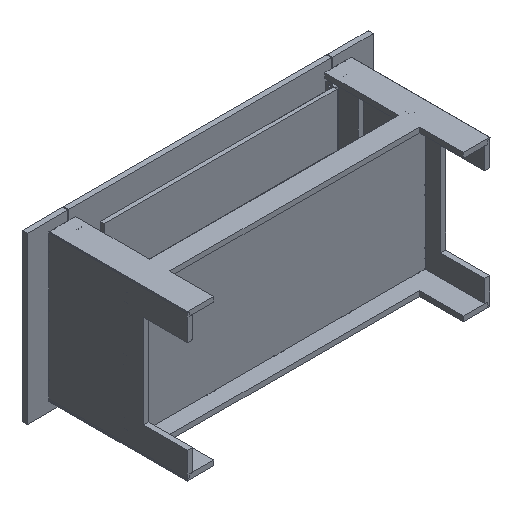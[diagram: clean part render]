
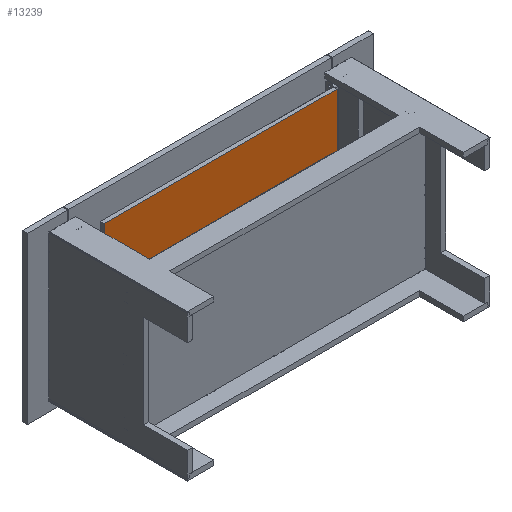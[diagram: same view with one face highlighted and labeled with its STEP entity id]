
A CAD part, isometric view. The second image highlights one B-rep face of the part: STEP entity #13239.
In plain terms, the highlighted face is planar.
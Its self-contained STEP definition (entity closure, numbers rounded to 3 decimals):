
#1245=FACE_OUTER_BOUND('',#1977,.T.);
#1977=EDGE_LOOP('',(#8886,#8887,#8888,#8889));
#2781=LINE('',#19658,#4124);
#2784=LINE('',#19663,#4127);
#2799=LINE('',#19692,#4142);
#2800=LINE('',#19694,#4143);
#4124=VECTOR('',#15433,10.);
#4127=VECTOR('',#15438,10.);
#4142=VECTOR('',#15463,10.);
#4143=VECTOR('',#15466,10.);
#5465=VERTEX_POINT('',#19655);
#5466=VERTEX_POINT('',#19657);
#5467=VERTEX_POINT('',#19661);
#5476=VERTEX_POINT('',#19690);
#6815=EDGE_CURVE('',#5465,#5466,#2781,.T.);
#6818=EDGE_CURVE('',#5465,#5467,#2784,.T.);
#6833=EDGE_CURVE('',#5476,#5467,#2799,.T.);
#6834=EDGE_CURVE('',#5466,#5476,#2800,.T.);
#8886=ORIENTED_EDGE('',*,*,#6818,.T.);
#8887=ORIENTED_EDGE('',*,*,#6833,.F.);
#8888=ORIENTED_EDGE('',*,*,#6834,.F.);
#8889=ORIENTED_EDGE('',*,*,#6815,.F.);
#12839=PLANE('',#13989);
#13239=ADVANCED_FACE('',(#1245),#12839,.T.);
#13989=AXIS2_PLACEMENT_3D('',#19712,#15485,#15486);
#15433=DIRECTION('',(0.,1.,0.));
#15438=DIRECTION('',(1.,0.,0.));
#15463=DIRECTION('',(0.,-1.,0.));
#15466=DIRECTION('',(1.,0.,0.));
#15485=DIRECTION('center_axis',(0.,0.,1.));
#15486=DIRECTION('ref_axis',(0.,-1.,0.));
#19655=CARTESIAN_POINT('',(-370.,-220.,65.));
#19657=CARTESIAN_POINT('',(-370.,220.,65.));
#19658=CARTESIAN_POINT('',(-370.,220.,65.));
#19661=CARTESIAN_POINT('',(370.,-220.,65.));
#19663=CARTESIAN_POINT('',(0.,-220.,65.));
#19690=CARTESIAN_POINT('',(370.,220.,65.));
#19692=CARTESIAN_POINT('',(370.,220.,65.));
#19694=CARTESIAN_POINT('',(0.,220.,65.));
#19712=CARTESIAN_POINT('Origin',(0.,220.,65.));
